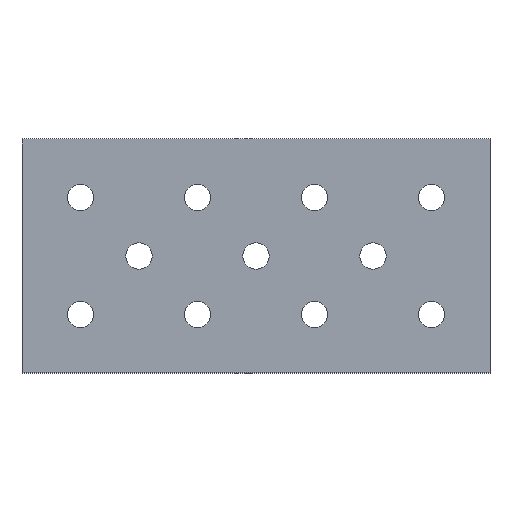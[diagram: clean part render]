
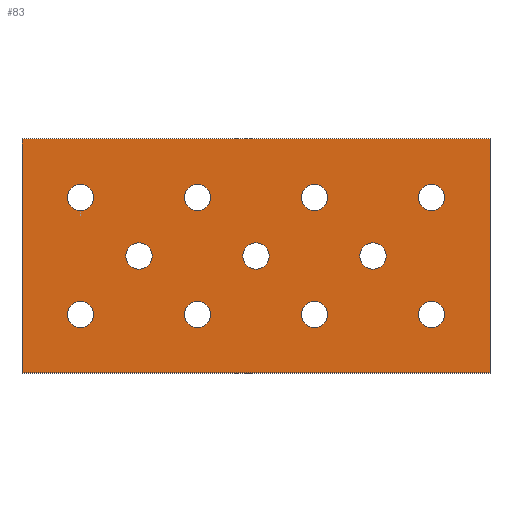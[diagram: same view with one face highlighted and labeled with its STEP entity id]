
A CAD part, top view. The second image highlights one B-rep face of the part: STEP entity #83.
In plain terms, the highlighted planar face has unit normal (0, 0, 1).
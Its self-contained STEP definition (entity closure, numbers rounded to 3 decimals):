
#83=ADVANCED_FACE('',(#171,#172,#173,#174,#175,#176,#177,#178,#179,#180,#181,#182),#183,.T.);
#171=FACE_BOUND('',#284,.T.);
#172=FACE_BOUND('',#285,.T.);
#173=FACE_BOUND('',#286,.T.);
#174=FACE_BOUND('',#287,.T.);
#175=FACE_BOUND('',#288,.T.);
#176=FACE_BOUND('',#289,.T.);
#177=FACE_BOUND('',#290,.T.);
#178=FACE_BOUND('',#291,.T.);
#179=FACE_BOUND('',#292,.T.);
#180=FACE_BOUND('',#293,.T.);
#181=FACE_BOUND('',#294,.T.);
#182=FACE_OUTER_BOUND('',#295,.T.);
#183=PLANE('',#296);
#284=EDGE_LOOP('',(#462,#463));
#285=EDGE_LOOP('',(#464,#465));
#286=EDGE_LOOP('',(#466,#467));
#287=EDGE_LOOP('',(#468,#469));
#288=EDGE_LOOP('',(#470,#471));
#289=EDGE_LOOP('',(#472,#473));
#290=EDGE_LOOP('',(#474,#475));
#291=EDGE_LOOP('',(#476,#477));
#292=EDGE_LOOP('',(#478,#479));
#293=EDGE_LOOP('',(#480,#481));
#294=EDGE_LOOP('',(#482,#483));
#295=EDGE_LOOP('',(#484,#485,#486,#487));
#296=AXIS2_PLACEMENT_3D('',#488,#489,#490);
#462=ORIENTED_EDGE('',*,*,#655,.T.);
#463=ORIENTED_EDGE('',*,*,#685,.T.);
#464=ORIENTED_EDGE('',*,*,#686,.T.);
#465=ORIENTED_EDGE('',*,*,#667,.T.);
#466=ORIENTED_EDGE('',*,*,#660,.T.);
#467=ORIENTED_EDGE('',*,*,#687,.T.);
#468=ORIENTED_EDGE('',*,*,#624,.T.);
#469=ORIENTED_EDGE('',*,*,#688,.T.);
#470=ORIENTED_EDGE('',*,*,#619,.T.);
#471=ORIENTED_EDGE('',*,*,#648,.T.);
#472=ORIENTED_EDGE('',*,*,#689,.T.);
#473=ORIENTED_EDGE('',*,*,#690,.T.);
#474=ORIENTED_EDGE('',*,*,#634,.T.);
#475=ORIENTED_EDGE('',*,*,#691,.T.);
#476=ORIENTED_EDGE('',*,*,#692,.T.);
#477=ORIENTED_EDGE('',*,*,#683,.T.);
#478=ORIENTED_EDGE('',*,*,#693,.T.);
#479=ORIENTED_EDGE('',*,*,#672,.T.);
#480=ORIENTED_EDGE('',*,*,#694,.T.);
#481=ORIENTED_EDGE('',*,*,#678,.T.);
#482=ORIENTED_EDGE('',*,*,#629,.T.);
#483=ORIENTED_EDGE('',*,*,#695,.T.);
#484=ORIENTED_EDGE('',*,*,#645,.T.);
#485=ORIENTED_EDGE('',*,*,#696,.T.);
#486=ORIENTED_EDGE('',*,*,#652,.T.);
#487=ORIENTED_EDGE('',*,*,#641,.T.);
#488=CARTESIAN_POINT('',(40.0,20.0,4.0));
#489=DIRECTION('',(0.0,0.0,1.0));
#490=DIRECTION('',(1.0,0.0,0.0));
#619=EDGE_CURVE('',#728,#725,#729,.T.);
#624=EDGE_CURVE('',#737,#734,#738,.T.);
#629=EDGE_CURVE('',#746,#743,#747,.T.);
#634=EDGE_CURVE('',#755,#752,#756,.T.);
#641=EDGE_CURVE('',#761,#766,#768,.T.);
#645=EDGE_CURVE('',#766,#772,#774,.T.);
#648=EDGE_CURVE('',#725,#728,#777,.T.);
#652=EDGE_CURVE('',#779,#761,#783,.T.);
#655=EDGE_CURVE('',#788,#785,#789,.T.);
#660=EDGE_CURVE('',#797,#794,#798,.T.);
#667=EDGE_CURVE('',#803,#808,#810,.T.);
#672=EDGE_CURVE('',#812,#817,#819,.T.);
#678=EDGE_CURVE('',#822,#827,#829,.T.);
#683=EDGE_CURVE('',#831,#836,#838,.T.);
#685=EDGE_CURVE('',#785,#788,#840,.T.);
#686=EDGE_CURVE('',#808,#803,#841,.T.);
#687=EDGE_CURVE('',#794,#797,#842,.T.);
#688=EDGE_CURVE('',#734,#737,#843,.T.);
#689=EDGE_CURVE('',#844,#845,#846,.T.);
#690=EDGE_CURVE('',#845,#844,#847,.T.);
#691=EDGE_CURVE('',#752,#755,#848,.T.);
#692=EDGE_CURVE('',#836,#831,#849,.T.);
#693=EDGE_CURVE('',#817,#812,#850,.T.);
#694=EDGE_CURVE('',#827,#822,#851,.T.);
#695=EDGE_CURVE('',#743,#746,#852,.T.);
#696=EDGE_CURVE('',#772,#779,#853,.T.);
#725=VERTEX_POINT('',#884);
#728=VERTEX_POINT('',#888);
#729=CIRCLE('',#889,2.25);
#734=VERTEX_POINT('',#895);
#737=VERTEX_POINT('',#899);
#738=CIRCLE('',#900,2.25);
#743=VERTEX_POINT('',#906);
#746=VERTEX_POINT('',#910);
#747=CIRCLE('',#911,2.25);
#752=VERTEX_POINT('',#917);
#755=VERTEX_POINT('',#921);
#756=CIRCLE('',#922,2.25);
#761=VERTEX_POINT('',#928);
#766=VERTEX_POINT('',#935);
#768=LINE('',#938,#939);
#772=VERTEX_POINT('',#944);
#774=LINE('',#947,#948);
#777=CIRCLE('',#951,2.25);
#779=VERTEX_POINT('',#953);
#783=LINE('',#959,#960);
#785=VERTEX_POINT('',#962);
#788=VERTEX_POINT('',#966);
#789=CIRCLE('',#967,2.25);
#794=VERTEX_POINT('',#973);
#797=VERTEX_POINT('',#977);
#798=CIRCLE('',#978,2.25);
#803=VERTEX_POINT('',#984);
#808=VERTEX_POINT('',#990);
#810=CIRCLE('',#993,2.25);
#812=VERTEX_POINT('',#995);
#817=VERTEX_POINT('',#1001);
#819=CIRCLE('',#1004,2.25);
#822=VERTEX_POINT('',#1007);
#827=VERTEX_POINT('',#1013);
#829=CIRCLE('',#1016,2.25);
#831=VERTEX_POINT('',#1018);
#836=VERTEX_POINT('',#1024);
#838=CIRCLE('',#1027,2.25);
#840=CIRCLE('',#1029,2.25);
#841=CIRCLE('',#1030,2.25);
#842=CIRCLE('',#1031,2.25);
#843=CIRCLE('',#1032,2.25);
#844=VERTEX_POINT('',#1033);
#845=VERTEX_POINT('',#1034);
#846=CIRCLE('',#1035,2.25);
#847=CIRCLE('',#1036,2.25);
#848=CIRCLE('',#1037,2.25);
#849=CIRCLE('',#1038,2.25);
#850=CIRCLE('',#1039,2.25);
#851=CIRCLE('',#1040,2.25);
#852=CIRCLE('',#1041,2.25);
#853=LINE('',#1042,#1043);
#884=CARTESIAN_POINT('',(32.25,10.0,4.0));
#888=CARTESIAN_POINT('',(27.75,10.0,4.0));
#889=AXIS2_PLACEMENT_3D('',#1077,#1078,#1079);
#895=CARTESIAN_POINT('',(32.25,30.0,4.0));
#899=CARTESIAN_POINT('',(27.75,30.0,4.0));
#900=AXIS2_PLACEMENT_3D('',#1085,#1086,#1087);
#906=CARTESIAN_POINT('',(52.25,10.0,4.0));
#910=CARTESIAN_POINT('',(47.75,10.0,4.0));
#911=AXIS2_PLACEMENT_3D('',#1093,#1094,#1095);
#917=CARTESIAN_POINT('',(52.25,30.0,4.0));
#921=CARTESIAN_POINT('',(47.75,30.0,4.0));
#922=AXIS2_PLACEMENT_3D('',#1101,#1102,#1103);
#928=CARTESIAN_POINT('',(0.0,0.0,4.0));
#935=CARTESIAN_POINT('',(80.0,0.0,4.0));
#938=CARTESIAN_POINT('',(40.0,0.0,4.0));
#939=VECTOR('',#1111,1.0);
#944=CARTESIAN_POINT('',(80.0,40.0,4.0));
#947=CARTESIAN_POINT('',(80.0,20.0,4.0));
#948=VECTOR('',#1114,1.0);
#951=AXIS2_PLACEMENT_3D('',#1118,#1119,#1120);
#953=CARTESIAN_POINT('',(0.0,40.0,4.0));
#959=CARTESIAN_POINT('',(0.0,20.0,4.0));
#960=VECTOR('',#1123,1.0);
#962=CARTESIAN_POINT('',(12.25,10.0,4.0));
#966=CARTESIAN_POINT('',(7.75,10.0,4.0));
#967=AXIS2_PLACEMENT_3D('',#1125,#1126,#1127);
#973=CARTESIAN_POINT('',(12.25,30.0,4.0));
#977=CARTESIAN_POINT('',(7.75,30.0,4.0));
#978=AXIS2_PLACEMENT_3D('',#1133,#1134,#1135);
#984=CARTESIAN_POINT('',(22.25,20.0,4.0));
#990=CARTESIAN_POINT('',(17.75,20.0,4.0));
#993=AXIS2_PLACEMENT_3D('',#1145,#1146,#1147);
#995=CARTESIAN_POINT('',(72.25,30.0,4.0));
#1001=CARTESIAN_POINT('',(67.75,30.0,4.0));
#1004=AXIS2_PLACEMENT_3D('',#1153,#1154,#1155);
#1007=CARTESIAN_POINT('',(62.25,20.0,4.0));
#1013=CARTESIAN_POINT('',(57.75,20.0,4.0));
#1016=AXIS2_PLACEMENT_3D('',#1161,#1162,#1163);
#1018=CARTESIAN_POINT('',(72.25,10.0,4.0));
#1024=CARTESIAN_POINT('',(67.75,10.0,4.0));
#1027=AXIS2_PLACEMENT_3D('',#1169,#1170,#1171);
#1029=AXIS2_PLACEMENT_3D('',#1172,#1173,#1174);
#1030=AXIS2_PLACEMENT_3D('',#1175,#1176,#1177);
#1031=AXIS2_PLACEMENT_3D('',#1178,#1179,#1180);
#1032=AXIS2_PLACEMENT_3D('',#1181,#1182,#1183);
#1033=CARTESIAN_POINT('',(37.75,20.0,4.0));
#1034=CARTESIAN_POINT('',(42.25,20.0,4.0));
#1035=AXIS2_PLACEMENT_3D('',#1184,#1185,#1186);
#1036=AXIS2_PLACEMENT_3D('',#1187,#1188,#1189);
#1037=AXIS2_PLACEMENT_3D('',#1190,#1191,#1192);
#1038=AXIS2_PLACEMENT_3D('',#1193,#1194,#1195);
#1039=AXIS2_PLACEMENT_3D('',#1196,#1197,#1198);
#1040=AXIS2_PLACEMENT_3D('',#1199,#1200,#1201);
#1041=AXIS2_PLACEMENT_3D('',#1202,#1203,#1204);
#1042=CARTESIAN_POINT('',(40.0,40.0,4.0));
#1043=VECTOR('',#1205,1.0);
#1077=CARTESIAN_POINT('',(30.0,10.0,4.0));
#1078=DIRECTION('',(0.0,0.0,-1.0));
#1079=DIRECTION('',(1.0,0.0,0.0));
#1085=CARTESIAN_POINT('',(30.0,30.0,4.0));
#1086=DIRECTION('',(0.0,0.0,-1.0));
#1087=DIRECTION('',(1.0,0.0,0.0));
#1093=CARTESIAN_POINT('',(50.0,10.0,4.0));
#1094=DIRECTION('',(0.0,0.0,-1.0));
#1095=DIRECTION('',(1.0,0.0,0.0));
#1101=CARTESIAN_POINT('',(50.0,30.0,4.0));
#1102=DIRECTION('',(0.0,0.0,-1.0));
#1103=DIRECTION('',(1.0,0.0,0.0));
#1111=DIRECTION('',(1.0,0.0,0.0));
#1114=DIRECTION('',(0.0,1.0,0.0));
#1118=CARTESIAN_POINT('',(30.0,10.0,4.0));
#1119=DIRECTION('',(0.0,0.0,-1.0));
#1120=DIRECTION('',(1.0,0.0,0.0));
#1123=DIRECTION('',(0.0,-1.0,0.0));
#1125=CARTESIAN_POINT('',(10.0,10.0,4.0));
#1126=DIRECTION('',(0.0,0.0,-1.0));
#1127=DIRECTION('',(1.0,0.0,0.0));
#1133=CARTESIAN_POINT('',(10.0,30.0,4.0));
#1134=DIRECTION('',(0.0,0.0,-1.0));
#1135=DIRECTION('',(1.0,0.0,0.0));
#1145=CARTESIAN_POINT('',(20.0,20.0,4.0));
#1146=DIRECTION('',(0.0,0.0,-1.0));
#1147=DIRECTION('',(1.0,0.0,0.0));
#1153=CARTESIAN_POINT('',(70.0,30.0,4.0));
#1154=DIRECTION('',(0.0,0.0,-1.0));
#1155=DIRECTION('',(1.0,0.0,0.0));
#1161=CARTESIAN_POINT('',(60.0,20.0,4.0));
#1162=DIRECTION('',(0.0,0.0,-1.0));
#1163=DIRECTION('',(1.0,0.0,0.0));
#1169=CARTESIAN_POINT('',(70.0,10.0,4.0));
#1170=DIRECTION('',(0.0,0.0,-1.0));
#1171=DIRECTION('',(1.0,0.0,0.0));
#1172=CARTESIAN_POINT('',(10.0,10.0,4.0));
#1173=DIRECTION('',(0.0,0.0,-1.0));
#1174=DIRECTION('',(1.0,0.0,0.0));
#1175=CARTESIAN_POINT('',(20.0,20.0,4.0));
#1176=DIRECTION('',(0.0,0.0,-1.0));
#1177=DIRECTION('',(1.0,0.0,0.0));
#1178=CARTESIAN_POINT('',(10.0,30.0,4.0));
#1179=DIRECTION('',(0.0,0.0,-1.0));
#1180=DIRECTION('',(1.0,0.0,0.0));
#1181=CARTESIAN_POINT('',(30.0,30.0,4.0));
#1182=DIRECTION('',(0.0,0.0,-1.0));
#1183=DIRECTION('',(1.0,0.0,0.0));
#1184=CARTESIAN_POINT('',(40.0,20.0,4.0));
#1185=DIRECTION('',(0.0,0.0,-1.0));
#1186=DIRECTION('',(1.0,0.0,0.0));
#1187=CARTESIAN_POINT('',(40.0,20.0,4.0));
#1188=DIRECTION('',(0.0,0.0,-1.0));
#1189=DIRECTION('',(1.0,0.0,0.0));
#1190=CARTESIAN_POINT('',(50.0,30.0,4.0));
#1191=DIRECTION('',(0.0,0.0,-1.0));
#1192=DIRECTION('',(1.0,0.0,0.0));
#1193=CARTESIAN_POINT('',(70.0,10.0,4.0));
#1194=DIRECTION('',(0.0,0.0,-1.0));
#1195=DIRECTION('',(1.0,0.0,0.0));
#1196=CARTESIAN_POINT('',(70.0,30.0,4.0));
#1197=DIRECTION('',(0.0,0.0,-1.0));
#1198=DIRECTION('',(1.0,0.0,0.0));
#1199=CARTESIAN_POINT('',(60.0,20.0,4.0));
#1200=DIRECTION('',(0.0,0.0,-1.0));
#1201=DIRECTION('',(1.0,0.0,0.0));
#1202=CARTESIAN_POINT('',(50.0,10.0,4.0));
#1203=DIRECTION('',(0.0,0.0,-1.0));
#1204=DIRECTION('',(1.0,0.0,0.0));
#1205=DIRECTION('',(-1.0,0.0,0.0));
